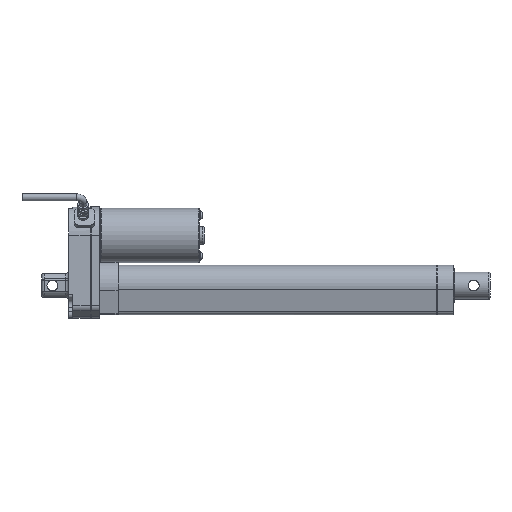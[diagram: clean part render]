
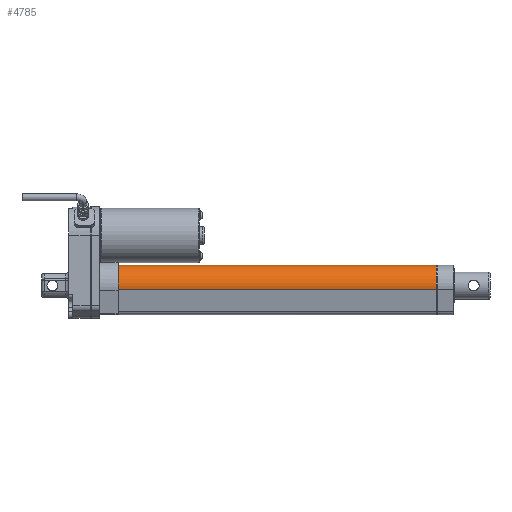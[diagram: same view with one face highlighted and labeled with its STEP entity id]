
A CAD part, top view. The second image highlights one B-rep face of the part: STEP entity #4785.
In plain terms, the highlighted cylindrical face has radius 15.15 mm (diameter 30.3 mm), a partial arc.
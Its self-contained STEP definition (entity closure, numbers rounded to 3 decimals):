
#179=CYLINDRICAL_SURFACE('',#5243,15.15);
#244=CIRCLE('',#5034,15.15);
#359=CIRCLE('',#5244,15.15);
#1046=ORIENTED_EDGE('',*,*,#1912,.F.);
#1047=ORIENTED_EDGE('',*,*,#2182,.F.);
#1048=ORIENTED_EDGE('',*,*,#2183,.T.);
#1049=ORIENTED_EDGE('',*,*,#2184,.T.);
#1912=EDGE_CURVE('',#2593,#2594,#244,.T.);
#2182=EDGE_CURVE('',#2778,#2593,#3210,.T.);
#2183=EDGE_CURVE('',#2778,#2779,#359,.T.);
#2184=EDGE_CURVE('',#2779,#2594,#3211,.T.);
#2593=VERTEX_POINT('',#7150);
#2594=VERTEX_POINT('',#7152);
#2778=VERTEX_POINT('',#7705);
#2779=VERTEX_POINT('',#7709);
#3210=LINE('',#7706,#3577);
#3211=LINE('',#7710,#3578);
#3577=VECTOR('',#6212,1000.);
#3578=VECTOR('',#6217,1000.);
#3882=EDGE_LOOP('',(#1046,#1047,#1048,#1049));
#4265=FACE_BOUND('',#3882,.T.);
#4785=ADVANCED_FACE('',(#4265),#179,.T.);
#5034=AXIS2_PLACEMENT_3D('',#7151,#5641,#5642);
#5243=AXIS2_PLACEMENT_3D('',#7707,#6213,#6214);
#5244=AXIS2_PLACEMENT_3D('',#7708,#6215,#6216);
#5641=DIRECTION('',(0.,0.,1.));
#5642=DIRECTION('',(0.,-1.,0.));
#6212=DIRECTION('',(0.,0.,1.));
#6213=DIRECTION('',(0.,0.,1.));
#6214=DIRECTION('',(1.,0.,0.));
#6215=DIRECTION('',(0.,0.,1.));
#6216=DIRECTION('',(0.,-1.,0.));
#6217=DIRECTION('',(0.,0.,1.));
#7150=CARTESIAN_POINT('',(14.819,-3.149,-22.5));
#7151=CARTESIAN_POINT('',(0.,0.,-22.5));
#7152=CARTESIAN_POINT('',(-14.819,-3.149,-22.5));
#7705=CARTESIAN_POINT('',(14.819,-3.149,-271.5));
#7706=CARTESIAN_POINT('',(14.819,-3.149,-271.5));
#7707=CARTESIAN_POINT('',(0.,0.,-271.5));
#7708=CARTESIAN_POINT('',(0.,0.,-271.5));
#7709=CARTESIAN_POINT('',(-14.819,-3.149,-271.5));
#7710=CARTESIAN_POINT('',(-14.819,-3.149,-271.5));
